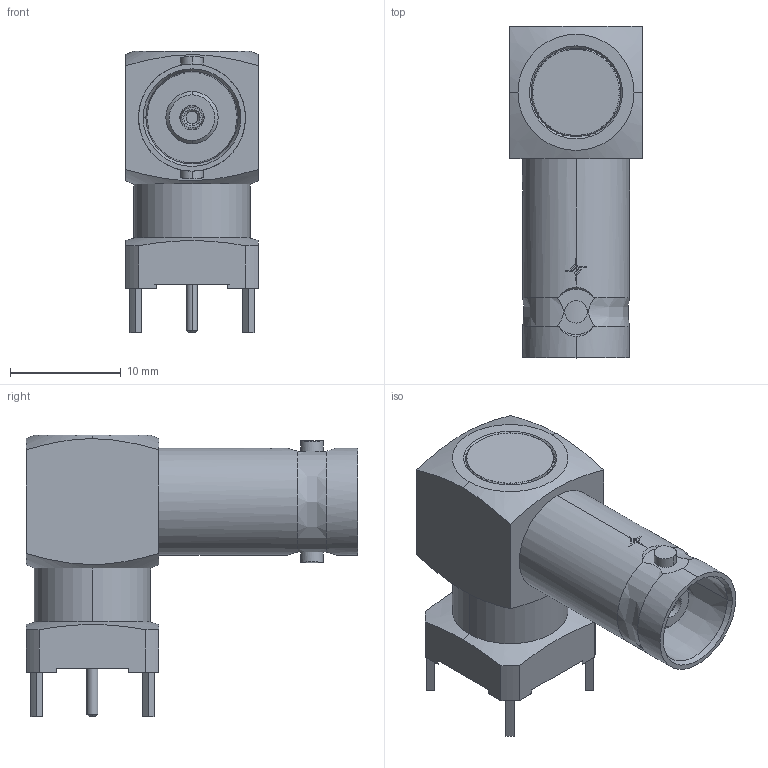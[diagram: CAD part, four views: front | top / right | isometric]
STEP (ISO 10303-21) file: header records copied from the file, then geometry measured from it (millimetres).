
FILE_DESCRIPTION (( 'STEP AP214' ), '1' );
FILE_NAME ('J01001A0064.STEP', '2014-11-13T12:19:05', ( '' ), ( '' ), 'SwSTEP 2.0', 'SolidWorks 2014', '' );
FILE_SCHEMA (( 'AUTOMOTIVE_DESIGN' ));
Length unit declared in the file: millimetre
Products named in the file (1): J01001A0064
Bounding box: 12 x 30 x 25.45 mm (x, y, z)
Volume: 3720.3 mm3; surface area: 2252.8 mm2
Topology: 1 solids, 4 shells, 333 faces, 1122 edges, 743 vertices
Faces by surface type: plane 154, cone 105, cylinder 71, bspline 3
Entity records: 16634 total; most frequent: CARTESIAN_POINT 3483, ORIENTED_EDGE 2244, DIRECTION 1784, EDGE_CURVE 1122, VERTEX_POINT 743, AXIS2_PLACEMENT_3D 662, VECTOR 460, LINE 460
